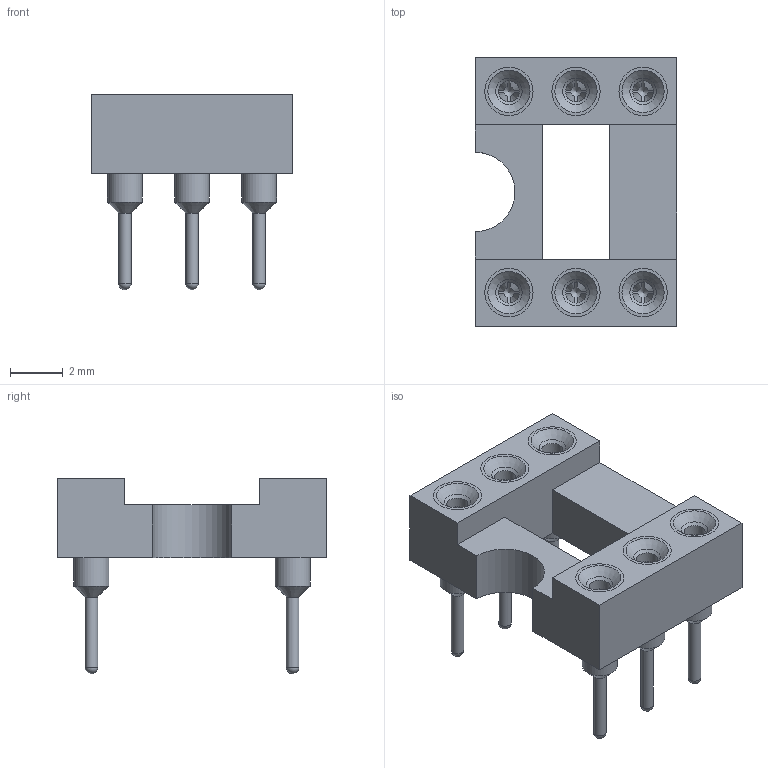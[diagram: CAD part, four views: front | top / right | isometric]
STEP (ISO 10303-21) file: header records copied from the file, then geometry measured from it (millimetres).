
FILE_DESCRIPTION(('STEP AP214'), '1');
FILE_NAME('SCxM', '', ('UNSPECIFIED'), ('UNSPECIFIED'), 'ASCON STEP Converter 1.6', 'ASCON Math Kernel', '');
FILE_SCHEMA(('AUTOMOTIVE_DESIGN { 1 0 10303 214 3 1 1}'));
Length unit declared in the file: millimetre
Products named in the file (1): SCSM
Bounding box: 7.62 x 10.16 x 7.4 mm (x, y, z)
Volume: 157.5 mm3; surface area: 631.3 mm2
Topology: 13 solids, 13 shells, 255 faces, 570 edges, 334 vertices
Faces by surface type: plane 128, cone 72, cylinder 49, sphere 6
Full cylindrical faces by diameter (mm): 0.48 x6, 0.8 x6, 1 x12, 1.32 x12, 1.83 x12
Entity records: 9558 total; most frequent: CARTESIAN_POINT 2114, DIRECTION 1144, ORIENTED_EDGE 960, AXIS2_PLACEMENT_3D 504, EDGE_CURVE 480, EDGE_LOOP 352, VERTEX_POINT 322, COLOUR_RGB 268
